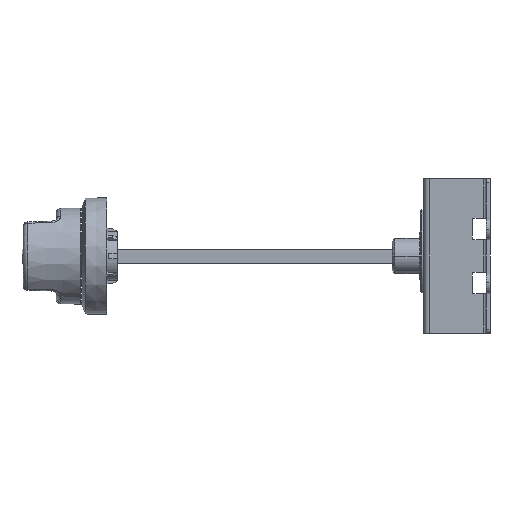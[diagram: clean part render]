
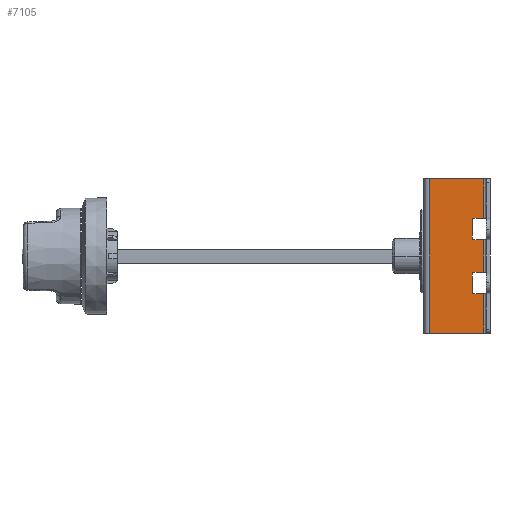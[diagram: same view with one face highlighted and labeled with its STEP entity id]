
A CAD part, left-side view. The second image highlights one B-rep face of the part: STEP entity #7105.
In plain terms, the highlighted face is planar.
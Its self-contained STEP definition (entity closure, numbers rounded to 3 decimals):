
#130 = CARTESIAN_POINT ( 'NONE',  ( 43., -15., 53.15 ) ) ;
#169 = LINE ( 'NONE', #1946, #11945 ) ;
#181 = EDGE_CURVE ( 'NONE', #3009, #7259, #1529, .T. ) ;
#213 = LINE ( 'NONE', #878, #1613 ) ;
#283 = EDGE_CURVE ( 'NONE', #9082, #3309, #461, .T. ) ;
#319 = VERTEX_POINT ( 'NONE', #10999 ) ;
#461 = LINE ( 'NONE', #3295, #2247 ) ;
#504 = VERTEX_POINT ( 'NONE', #3853 ) ;
#740 = ORIENTED_EDGE ( 'NONE', *, *, #1470, .T. ) ;
#862 = CARTESIAN_POINT ( 'NONE',  ( 21., -15., 53.15 ) ) ;
#878 = CARTESIAN_POINT ( 'NONE',  ( 9., -16.5, 53.15 ) ) ;
#908 = FACE_OUTER_BOUND ( 'NONE', #10233, .T. ) ;
#1080 = LINE ( 'NONE', #3906, #10349 ) ;
#1145 = LINE ( 'NONE', #130, #8239 ) ;
#1330 = CARTESIAN_POINT ( 'NONE',  ( -10., -8.5, 53.15 ) ) ;
#1405 = VERTEX_POINT ( 'NONE', #8715 ) ;
#1470 = EDGE_CURVE ( 'NONE', #6802, #4047, #6246, .T. ) ;
#1512 = LINE ( 'NONE', #10116, #3547 ) ;
#1529 = LINE ( 'NONE', #4349, #3447 ) ;
#1547 = ORIENTED_EDGE ( 'NONE', *, *, #283, .T. ) ;
#1603 = VECTOR ( 'NONE', #11255, 1000. ) ;
#1613 = VECTOR ( 'NONE', #9893, 1000. ) ;
#1639 = ORIENTED_EDGE ( 'NONE', *, *, #3965, .T. ) ;
#1699 = DIRECTION ( 'NONE',  ( 0., 0., -1. ) ) ;
#1759 = CIRCLE ( 'NONE', #9380, 1. ) ;
#1856 = CARTESIAN_POINT ( 'NONE',  ( 43., -16.5, 53.15 ) ) ;
#1946 = CARTESIAN_POINT ( 'NONE',  ( 43., -8.5, 53.15 ) ) ;
#1960 = ORIENTED_EDGE ( 'NONE', *, *, #12274, .T. ) ;
#2229 = AXIS2_PLACEMENT_3D ( 'NONE', #10502, #8686, #7793 ) ;
#2247 = VECTOR ( 'NONE', #10071, 1000. ) ;
#2313 = ORIENTED_EDGE ( 'NONE', *, *, #2861, .T. ) ;
#2443 = EDGE_CURVE ( 'NONE', #2899, #1405, #9475, .T. ) ;
#2463 = ORIENTED_EDGE ( 'NONE', *, *, #10871, .F. ) ;
#2581 = EDGE_CURVE ( 'NONE', #5276, #2899, #10589, .T. ) ;
#2606 = LINE ( 'NONE', #6413, #1603 ) ;
#2633 = CIRCLE ( 'NONE', #2229, 1. ) ;
#2692 = DIRECTION ( 'NONE',  ( -1., 0., 0. ) ) ;
#2861 = EDGE_CURVE ( 'NONE', #3309, #3009, #4816, .T. ) ;
#2899 = VERTEX_POINT ( 'NONE', #862 ) ;
#3009 = VERTEX_POINT ( 'NONE', #5919 ) ;
#3168 = EDGE_CURVE ( 'NONE', #319, #504, #2606, .T. ) ;
#3295 = CARTESIAN_POINT ( 'NONE',  ( 43., -8.5, 53.15 ) ) ;
#3296 = ORIENTED_EDGE ( 'NONE', *, *, #181, .T. ) ;
#3309 = VERTEX_POINT ( 'NONE', #1330 ) ;
#3447 = VECTOR ( 'NONE', #10133, 1000. ) ;
#3547 = VECTOR ( 'NONE', #12233, 1000. ) ;
#3562 = DIRECTION ( 'NONE',  ( 0., 0., -1. ) ) ;
#3684 = VERTEX_POINT ( 'NONE', #9918 ) ;
#3835 = CARTESIAN_POINT ( 'NONE',  ( 9., -15., 53.15 ) ) ;
#3853 = CARTESIAN_POINT ( 'NONE',  ( -21., -15., 53.15 ) ) ;
#3906 = CARTESIAN_POINT ( 'NONE',  ( 43., -16.5, 53.15 ) ) ;
#3965 = EDGE_CURVE ( 'NONE', #11391, #12055, #213, .T. ) ;
#3993 = VECTOR ( 'NONE', #7502, 1000. ) ;
#4042 = VECTOR ( 'NONE', #11345, 1000. ) ;
#4047 = VERTEX_POINT ( 'NONE', #7937 ) ;
#4290 = ORIENTED_EDGE ( 'NONE', *, *, #12280, .T. ) ;
#4349 = CARTESIAN_POINT ( 'NONE',  ( -9., -16.5, 53.15 ) ) ;
#4603 = LINE ( 'NONE', #10507, #3993 ) ;
#4816 = CIRCLE ( 'NONE', #7210, 1. ) ;
#4826 = CARTESIAN_POINT ( 'NONE',  ( 20., -8.5, 53.15 ) ) ;
#4828 = DIRECTION ( 'NONE',  ( 1., 0., 0. ) ) ;
#5276 = VERTEX_POINT ( 'NONE', #5842 ) ;
#5513 = EDGE_CURVE ( 'NONE', #8080, #5276, #7529, .T. ) ;
#5516 = CARTESIAN_POINT ( 'NONE',  ( 20., -9.5, 53.15 ) ) ;
#5676 = DIRECTION ( 'NONE',  ( 0., 0., -1. ) ) ;
#5842 = CARTESIAN_POINT ( 'NONE',  ( 21., -9.5, 53.15 ) ) ;
#5919 = CARTESIAN_POINT ( 'NONE',  ( -9., -9.5, 53.15 ) ) ;
#5947 = ORIENTED_EDGE ( 'NONE', *, *, #2581, .T. ) ;
#6059 = ORIENTED_EDGE ( 'NONE', *, *, #9307, .T. ) ;
#6246 = LINE ( 'NONE', #9964, #7500 ) ;
#6413 = CARTESIAN_POINT ( 'NONE',  ( 43., -15., 53.15 ) ) ;
#6595 = AXIS2_PLACEMENT_3D ( 'NONE', #1856, #5676, #12378 ) ;
#6783 = DIRECTION ( 'NONE',  ( -1., 0., 0. ) ) ;
#6802 = VERTEX_POINT ( 'NONE', #7395 ) ;
#6944 = CARTESIAN_POINT ( 'NONE',  ( 21., -16.5, 53.15 ) ) ;
#6956 = ORIENTED_EDGE ( 'NONE', *, *, #3168, .T. ) ;
#7105 = ADVANCED_FACE ( 'NONE', ( #908 ), #10450, .F. ) ;
#7131 = EDGE_CURVE ( 'NONE', #504, #3684, #4603, .T. ) ;
#7210 = AXIS2_PLACEMENT_3D ( 'NONE', #8519, #3562, #2692 ) ;
#7259 = VERTEX_POINT ( 'NONE', #8811 ) ;
#7395 = CARTESIAN_POINT ( 'NONE',  ( 43., 15.5, 53.15 ) ) ;
#7500 = VECTOR ( 'NONE', #8007, 1000. ) ;
#7502 = DIRECTION ( 'NONE',  ( 0., 1., 0. ) ) ;
#7529 = CIRCLE ( 'NONE', #11722, 1. ) ;
#7728 = DIRECTION ( 'NONE',  ( 1., 0., 0. ) ) ;
#7793 = DIRECTION ( 'NONE',  ( -1., 0., 0. ) ) ;
#7892 = DIRECTION ( 'NONE',  ( 0., -1., 0. ) ) ;
#7937 = CARTESIAN_POINT ( 'NONE',  ( -43., 15.5, 53.15 ) ) ;
#8007 = DIRECTION ( 'NONE',  ( -1., 0., 0. ) ) ;
#8080 = VERTEX_POINT ( 'NONE', #4826 ) ;
#8239 = VECTOR ( 'NONE', #7728, 1000. ) ;
#8519 = CARTESIAN_POINT ( 'NONE',  ( -10., -9.5, 53.15 ) ) ;
#8540 = ORIENTED_EDGE ( 'NONE', *, *, #5513, .T. ) ;
#8671 = CARTESIAN_POINT ( 'NONE',  ( 10., -8.5, 53.15 ) ) ;
#8686 = DIRECTION ( 'NONE',  ( 0., 0., -1. ) ) ;
#8715 = CARTESIAN_POINT ( 'NONE',  ( 43., -15., 53.15 ) ) ;
#8811 = CARTESIAN_POINT ( 'NONE',  ( -9., -15., 53.15 ) ) ;
#9082 = VERTEX_POINT ( 'NONE', #9106 ) ;
#9106 = CARTESIAN_POINT ( 'NONE',  ( -20., -8.5, 53.15 ) ) ;
#9307 = EDGE_CURVE ( 'NONE', #11301, #8080, #169, .T. ) ;
#9380 = AXIS2_PLACEMENT_3D ( 'NONE', #10559, #9509, #6783 ) ;
#9475 = LINE ( 'NONE', #11283, #4042 ) ;
#9502 = ORIENTED_EDGE ( 'NONE', *, *, #2443, .T. ) ;
#9509 = DIRECTION ( 'NONE',  ( 0., 0., -1. ) ) ;
#9685 = DIRECTION ( 'NONE',  ( 0., -1., 0. ) ) ;
#9893 = DIRECTION ( 'NONE',  ( 0., 1., 0. ) ) ;
#9918 = CARTESIAN_POINT ( 'NONE',  ( -21., -9.5, 53.15 ) ) ;
#9964 = CARTESIAN_POINT ( 'NONE',  ( 43., 15.5, 53.15 ) ) ;
#10071 = DIRECTION ( 'NONE',  ( 1., 0., 0. ) ) ;
#10116 = CARTESIAN_POINT ( 'NONE',  ( -43., -16.5, 53.15 ) ) ;
#10133 = DIRECTION ( 'NONE',  ( 0., -1., 0. ) ) ;
#10197 = CARTESIAN_POINT ( 'NONE',  ( 9., -9.5, 53.15 ) ) ;
#10233 = EDGE_LOOP ( 'NONE', ( #6956, #10852, #4290, #1547, #2313, #3296, #1960, #1639, #10733, #6059, #8540, #5947, #9502, #2463, #740, #11206 ) ) ;
#10349 = VECTOR ( 'NONE', #9685, 1000. ) ;
#10450 = PLANE ( 'NONE',  #6595 ) ;
#10502 = CARTESIAN_POINT ( 'NONE',  ( -20., -9.5, 53.15 ) ) ;
#10507 = CARTESIAN_POINT ( 'NONE',  ( -21., -16.5, 53.15 ) ) ;
#10559 = CARTESIAN_POINT ( 'NONE',  ( 10., -9.5, 53.15 ) ) ;
#10589 = LINE ( 'NONE', #6944, #11455 ) ;
#10733 = ORIENTED_EDGE ( 'NONE', *, *, #12167, .T. ) ;
#10852 = ORIENTED_EDGE ( 'NONE', *, *, #7131, .T. ) ;
#10871 = EDGE_CURVE ( 'NONE', #6802, #1405, #1080, .T. ) ;
#10978 = DIRECTION ( 'NONE',  ( -1., 0., 0. ) ) ;
#10999 = CARTESIAN_POINT ( 'NONE',  ( -43., -15., 53.15 ) ) ;
#11146 = EDGE_CURVE ( 'NONE', #4047, #319, #1512, .T. ) ;
#11206 = ORIENTED_EDGE ( 'NONE', *, *, #11146, .T. ) ;
#11255 = DIRECTION ( 'NONE',  ( 1., 0., 0. ) ) ;
#11283 = CARTESIAN_POINT ( 'NONE',  ( 43., -15., 53.15 ) ) ;
#11301 = VERTEX_POINT ( 'NONE', #8671 ) ;
#11345 = DIRECTION ( 'NONE',  ( 1., 0., 0. ) ) ;
#11391 = VERTEX_POINT ( 'NONE', #3835 ) ;
#11455 = VECTOR ( 'NONE', #7892, 1000. ) ;
#11722 = AXIS2_PLACEMENT_3D ( 'NONE', #5516, #1699, #10978 ) ;
#11945 = VECTOR ( 'NONE', #4828, 1000. ) ;
#12055 = VERTEX_POINT ( 'NONE', #10197 ) ;
#12167 = EDGE_CURVE ( 'NONE', #12055, #11301, #1759, .T. ) ;
#12233 = DIRECTION ( 'NONE',  ( 0., -1., 0. ) ) ;
#12274 = EDGE_CURVE ( 'NONE', #7259, #11391, #1145, .T. ) ;
#12280 = EDGE_CURVE ( 'NONE', #3684, #9082, #2633, .T. ) ;
#12378 = DIRECTION ( 'NONE',  ( -1., 0., 0. ) ) ;
